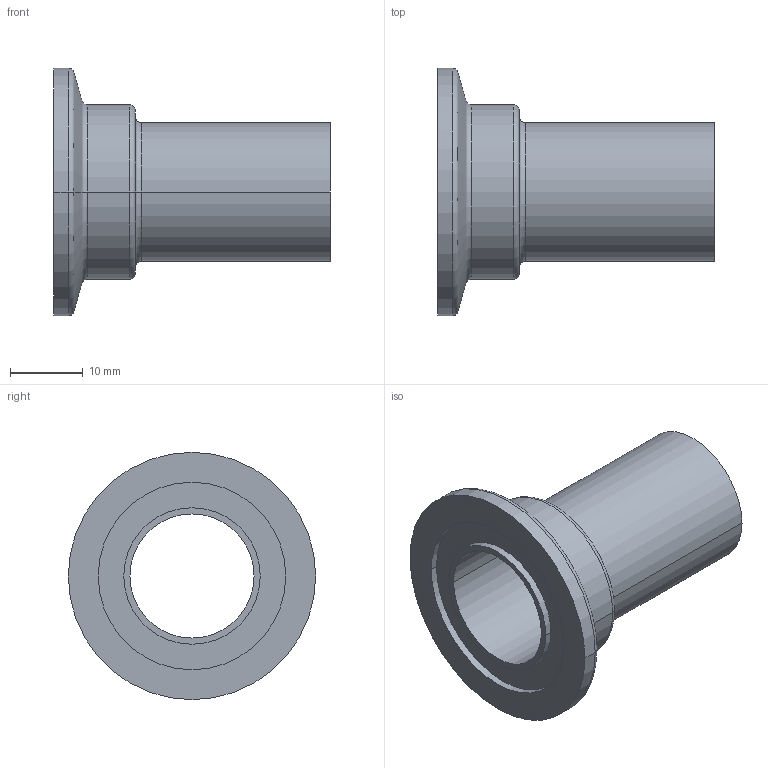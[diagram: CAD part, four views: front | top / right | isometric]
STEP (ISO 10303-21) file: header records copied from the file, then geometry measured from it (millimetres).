
FILE_DESCRIPTION (( 'STEP AP203' ), '1' );
FILE_NAME ('3D_R720_DN19.05_168091720.STEP', '2024-08-12T08:35:45', ( '' ), ( '' ), 'SwSTEP 2.0', 'SolidWorks 2024', '' );
FILE_SCHEMA (( 'CONFIG_CONTROL_DESIGN' ));
Length unit declared in the file: millimetre
Products named in the file (1): 3D_R720_DN19.05_168091720
Bounding box: 38 x 34 x 34 mm (x, y, z)
Volume: 5262.7 mm3; surface area: 5901.1 mm2
Topology: 1 solids, 1 shells, 27 faces, 54 edges, 32 vertices
Faces by surface type: cylinder 12, torus 8, plane 5, cone 2
Entity records: 793 total; most frequent: DIRECTION 150, CARTESIAN_POINT 114, ORIENTED_EDGE 108, AXIS2_PLACEMENT_3D 68, EDGE_CURVE 54, CIRCLE 40, EDGE_LOOP 32, VERTEX_POINT 32
